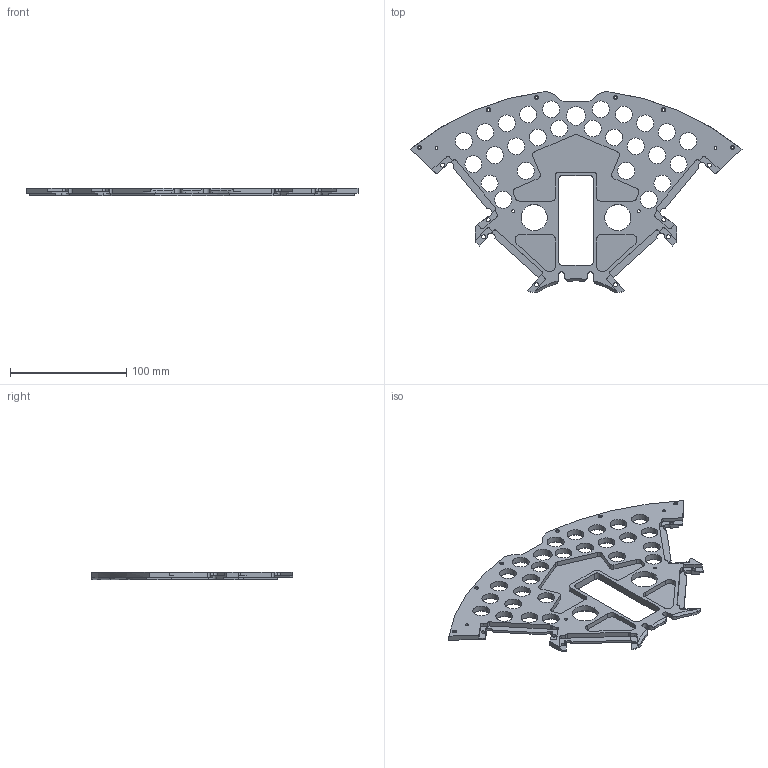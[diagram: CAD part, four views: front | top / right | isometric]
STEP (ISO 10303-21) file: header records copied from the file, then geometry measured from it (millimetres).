
FILE_DESCRIPTION((''),'2;1');
FILE_NAME('PP1A_QUARTER_PANEL_REV_B','2006-06-29T',('ericcan'),('Lawrence Berkeley National Lab'),'PRO/ENGINEER BY PARAMETRIC TECHNOLOGY CORPORATION, 2004280','PRO/ENGINEER BY PARAMETRIC TECHNOLOGY CORPORATION, 2004280','');
FILE_SCHEMA(('CONFIG_CONTROL_DESIGN'));
Length unit declared in the file: millimetre
Products named in the file (1): PP1A_QUARTER_PANEL_REV_B
Bounding box: 285.56 x 172.9 x 6.35 mm (x, y, z)
Volume: 100272.2 mm3; surface area: 59007.9 mm2
Topology: 1 solids, 1 shells, 357 faces, 970 edges, 618 vertices
Faces by surface type: cylinder 170, plane 104, cone 75, torus 8
Entity records: 11601 total; most frequent: DIRECTION 2111, CARTESIAN_POINT 2003, ORIENTED_EDGE 1940, EDGE_CURVE 970, AXIS2_PLACEMENT_3D 794, VERTEX_POINT 618, VECTOR 523, LINE 523
